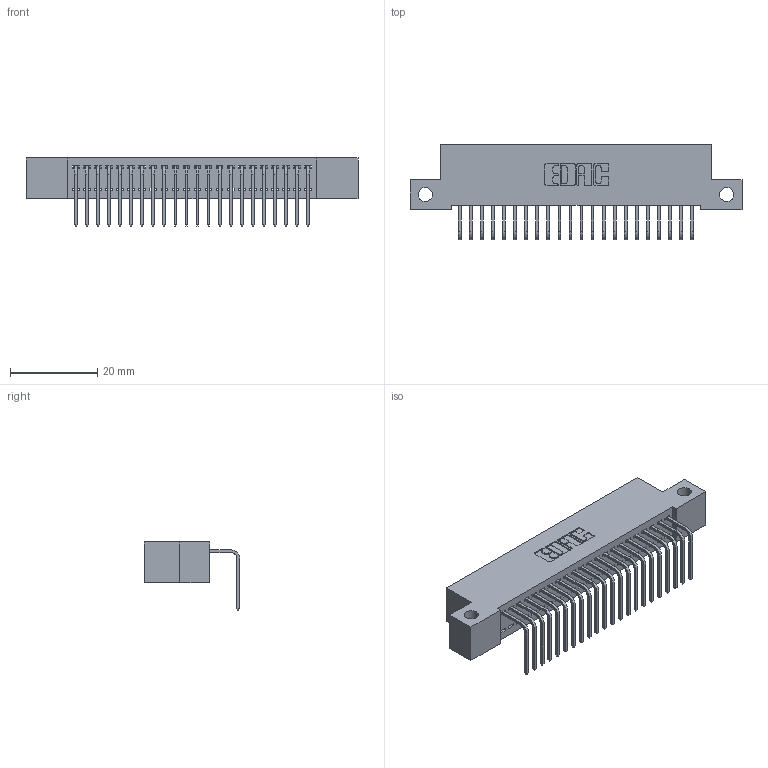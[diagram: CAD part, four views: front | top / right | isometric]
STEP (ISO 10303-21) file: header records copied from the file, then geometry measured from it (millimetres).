
FILE_DESCRIPTION (( 'STEP AP203' ), '1' );
FILE_NAME ('342-022-558-112.STEP', '2019-10-01T22:48:30', ( '' ), ( '' ), 'SwSTEP 2.0', 'SolidWorks 2016', '' );
FILE_SCHEMA (( 'CONFIG_CONTROL_DESIGN' ));
Length unit declared in the file: inch
Products named in the file (3): 342-022-558-112; 342 Part_Side Mount; 345-292-001_558 Tail - 2
Assembly tree (23 placements, depth 2):
  342-022-558-112
    342 Part_Side Mount
    345-292-001_558 Tail - 2  x22
Bounding box: 76.2 x 21.91 x 15.62 mm (x, y, z)
Volume: 6606.9 mm3; surface area: 9581.7 mm2
Topology: 23 solids, 23 shells, 1430 faces, 4303 edges, 2838 vertices
Faces by surface type: plane 1034, cylinder 396
Entity records: 15991 total; most frequent: CARTESIAN_POINT 2768, ORIENTED_EDGE 2726, DIRECTION 2375, EDGE_CURVE 1363, VECTOR 1235, LINE 1235, VERTEX_POINT 906, AXIS2_PLACEMENT_3D 570
